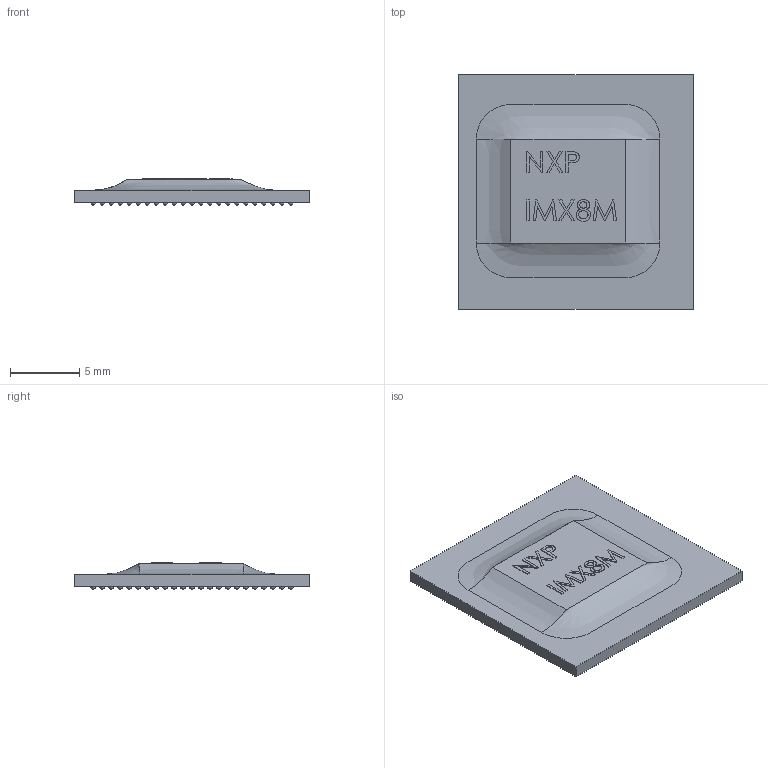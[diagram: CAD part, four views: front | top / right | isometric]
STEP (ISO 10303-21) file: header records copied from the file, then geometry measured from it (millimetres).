
FILE_DESCRIPTION (( 'STEP AP214' ), '1' );
FILE_NAME ('FCB37531-0A6A-486C-A365-C7FD8A079EFA.STEP', '2022-09-26T08:06:53', ( '' ), ( '' ), 'SwSTEP 2.0', 'SolidWorks 2022', '' );
FILE_SCHEMA (( 'AUTOMOTIVE_DESIGN' ));
Length unit declared in the file: millimetre
Products named in the file (1): FCB37531-0A6A-486C-A365-C7FD8A079EFA
Bounding box: 17 x 17 x 1.9 mm (x, y, z)
Volume: 333.2 mm3; surface area: 712.5 mm2
Topology: 1 solids, 1 shells, 642 faces, 2413 edges, 1260 vertices
Faces by surface type: sphere 525, plane 90, bspline 27
Entity records: 22068 total; most frequent: CARTESIAN_POINT 4913, DIRECTION 3595, ORIENTED_EDGE 2726, AXIS2_PLACEMENT_3D 1670, EDGE_CURVE 1363, VERTEX_POINT 1260, EDGE_LOOP 1179, CIRCLE 1054
